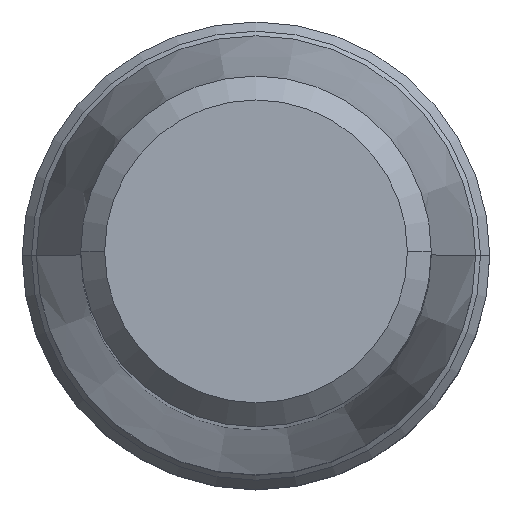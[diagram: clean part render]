
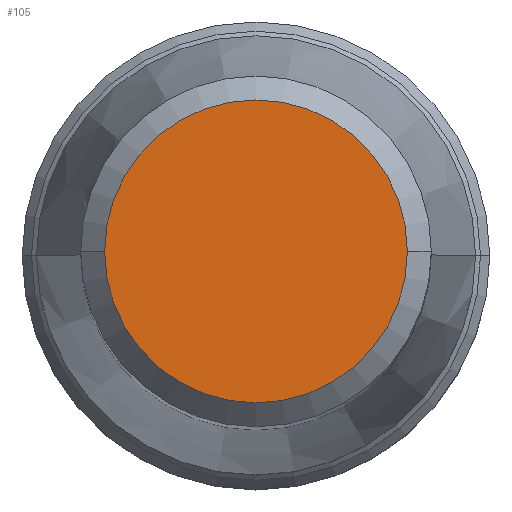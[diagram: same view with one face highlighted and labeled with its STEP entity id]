
A CAD part, top view. The second image highlights one B-rep face of the part: STEP entity #105.
In plain terms, the highlighted planar face has unit normal (0, 0, 1).
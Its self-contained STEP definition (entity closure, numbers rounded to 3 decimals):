
#61=PLANE('',#1082);
#105=ADVANCED_FACE('',(#197),#61,.F.);
#197=FACE_OUTER_BOUND('',#255,.T.);
#255=EDGE_LOOP('',(#435,#436));
#435=ORIENTED_EDGE('',*,*,#645,.F.);
#436=ORIENTED_EDGE('',*,*,#647,.F.);
#546=VERTEX_POINT('',#1641);
#547=VERTEX_POINT('',#1643);
#645=EDGE_CURVE('',#546,#547,#727,.T.);
#647=EDGE_CURVE('',#547,#546,#728,.T.);
#727=CIRCLE('',#1078,8.225);
#728=CIRCLE('',#1080,8.225);
#1078=AXIS2_PLACEMENT_3D('',#1642,#1361,#1362);
#1080=AXIS2_PLACEMENT_3D('',#1646,#1366,#1367);
#1082=AXIS2_PLACEMENT_3D('',#1648,#1370,#1371);
#1361=DIRECTION('',(0.,0.,-1.));
#1362=DIRECTION('',(1.,0.,0.));
#1366=DIRECTION('',(0.,0.,-1.));
#1367=DIRECTION('',(-1.,0.,0.));
#1370=DIRECTION('',(0.,0.,-1.));
#1371=DIRECTION('',(1.,0.,0.));
#1641=CARTESIAN_POINT('',(8.225,0.,0.));
#1642=CARTESIAN_POINT('',(0.,0.,0.));
#1643=CARTESIAN_POINT('',(-8.225,0.,0.));
#1646=CARTESIAN_POINT('',(0.,0.,0.));
#1648=CARTESIAN_POINT('',(0.,0.,0.));
